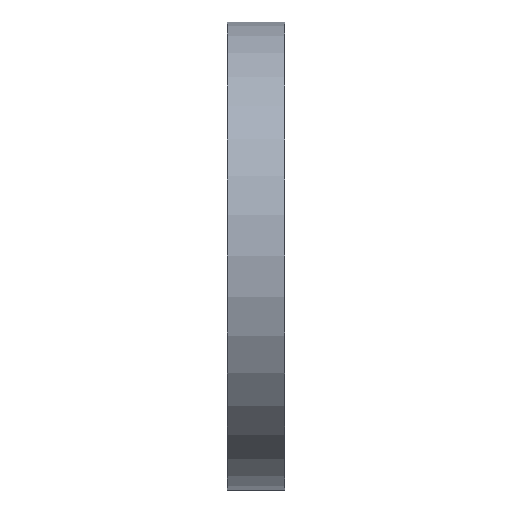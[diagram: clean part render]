
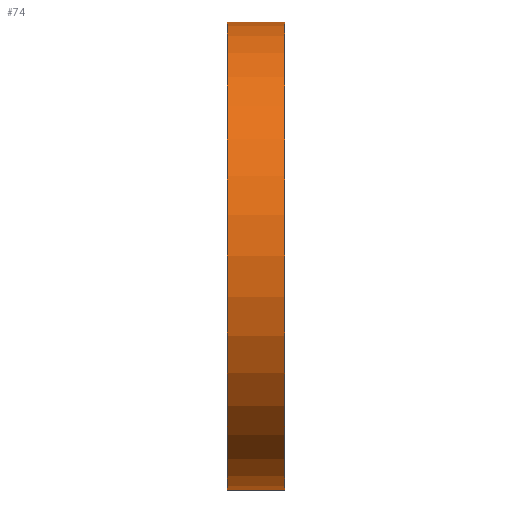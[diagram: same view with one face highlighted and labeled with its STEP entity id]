
A CAD part, front view. The second image highlights one B-rep face of the part: STEP entity #74.
In plain terms, the highlighted cylindrical face has radius 16.2 mm (diameter 32.4 mm), a full revolution.
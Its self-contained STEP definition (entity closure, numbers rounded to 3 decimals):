
#32=FACE_OUTER_BOUND('',#36,.T.);
#36=EDGE_LOOP('',(#63,#64,#65,#66));
#42=LINE('',#151,#44);
#44=VECTOR('',#124,16.2);
#47=CIRCLE('',#98,16.2);
#48=CIRCLE('',#99,16.2);
#51=VERTEX_POINT('',#148);
#52=VERTEX_POINT('',#150);
#56=EDGE_CURVE('',#51,#51,#47,.T.);
#57=EDGE_CURVE('',#51,#52,#42,.T.);
#58=EDGE_CURVE('',#52,#52,#48,.T.);
#63=ORIENTED_EDGE('',*,*,#56,.F.);
#64=ORIENTED_EDGE('',*,*,#57,.T.);
#65=ORIENTED_EDGE('',*,*,#58,.T.);
#66=ORIENTED_EDGE('',*,*,#57,.F.);
#72=CYLINDRICAL_SURFACE('',#97,16.2);
#74=ADVANCED_FACE('',(#32),#72,.T.);
#97=AXIS2_PLACEMENT_3D('',#147,#120,#121);
#98=AXIS2_PLACEMENT_3D('',#149,#122,#123);
#99=AXIS2_PLACEMENT_3D('',#152,#125,#126);
#120=DIRECTION('center_axis',(1.,0.,0.));
#121=DIRECTION('ref_axis',(0.,1.,0.));
#122=DIRECTION('center_axis',(1.,0.,0.));
#123=DIRECTION('ref_axis',(0.,1.,0.));
#124=DIRECTION('',(-1.,0.,0.));
#125=DIRECTION('center_axis',(1.,0.,0.));
#126=DIRECTION('ref_axis',(0.,1.,0.));
#147=CARTESIAN_POINT('Origin',(25.,0.,435.731));
#148=CARTESIAN_POINT('',(29.,-16.2,435.731));
#149=CARTESIAN_POINT('Origin',(29.,0.,435.731));
#150=CARTESIAN_POINT('',(25.,-16.2,435.731));
#151=CARTESIAN_POINT('',(25.,-16.2,435.731));
#152=CARTESIAN_POINT('Origin',(25.,0.,435.731));
